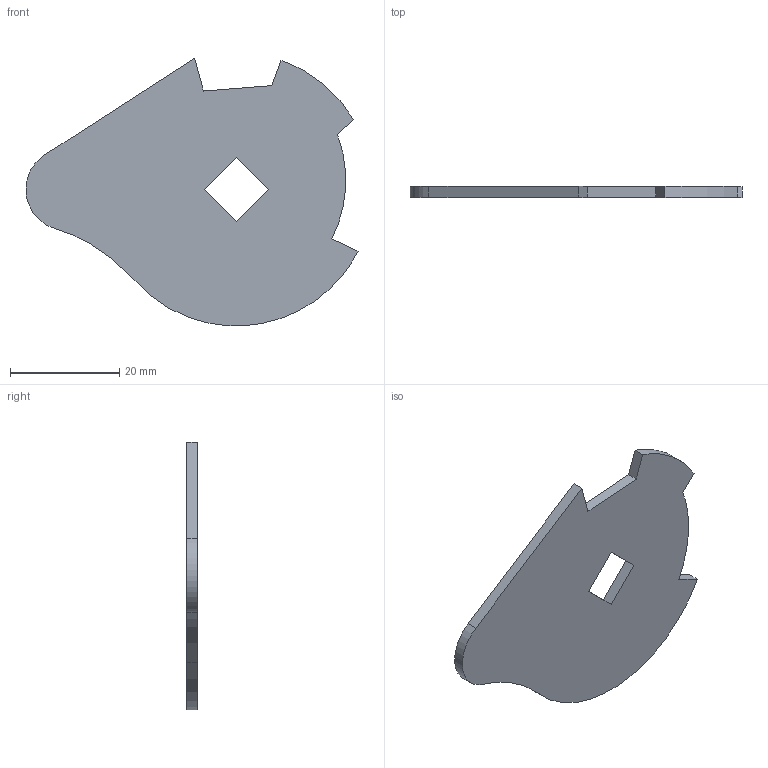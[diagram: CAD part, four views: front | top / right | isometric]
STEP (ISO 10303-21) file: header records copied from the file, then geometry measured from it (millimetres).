
FILE_DESCRIPTION((''),'2;1');
FILE_NAME('','2005-10-12T14:38:03',(''),(''),'','CADfix','');
FILE_SCHEMA(('AUTOMOTIVE_DESIGN'));
Length unit declared in the file: millimetre
Products named in the file (1): cam
Bounding box: 60.77 x 2 x 48.95 mm (x, y, z)
Volume: 3880.7 mm3; surface area: 4319.1 mm2
Topology: 1 solids, 1 shells, 17 faces, 45 edges, 30 vertices
Faces by surface type: bspline 17
Entity records: 510 total; most frequent: CARTESIAN_POINT 221, ORIENTED_EDGE 90, EDGE_CURVE 45, QUASI_UNIFORM_CURVE 35, VERTEX_POINT 30, EDGE_LOOP 19, FACE_OUTER_BOUND 17, ADVANCED_FACE 17
